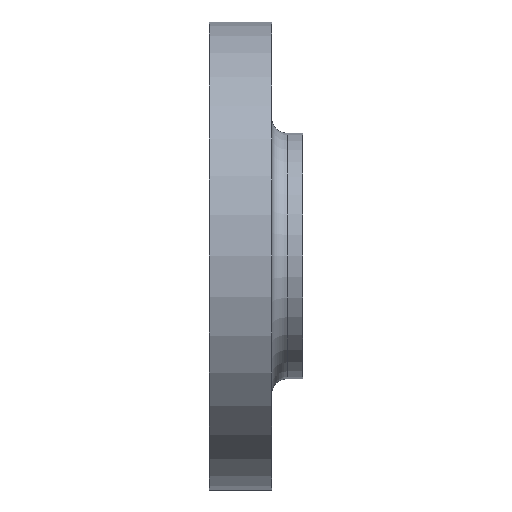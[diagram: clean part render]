
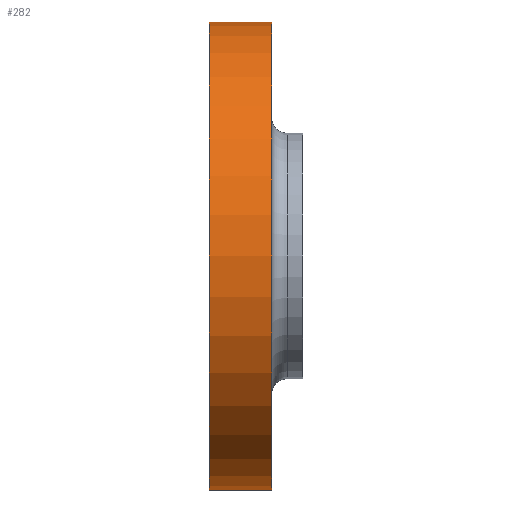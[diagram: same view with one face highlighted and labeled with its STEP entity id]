
A CAD part, front view. The second image highlights one B-rep face of the part: STEP entity #282.
In plain terms, the highlighted cylindrical face has radius 95.25 mm (diameter 190.5 mm), a partial arc.
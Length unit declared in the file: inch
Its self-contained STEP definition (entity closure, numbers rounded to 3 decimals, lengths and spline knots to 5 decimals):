
#5 = VERTEX_POINT ( 'NONE', #607 ) ;
#17 = FACE_OUTER_BOUND ( 'NONE', #231, .T. ) ;
#43 = CARTESIAN_POINT ( 'NONE',  ( 1.54986, 0., 0. ) ) ;
#47 = AXIS2_PLACEMENT_3D ( 'NONE', #907, #901, #605 ) ;
#102 = DIRECTION ( 'NONE',  ( 0., 0., 1. ) ) ;
#151 = CIRCLE ( 'NONE', #729, 3.75 ) ;
#159 = ORIENTED_EDGE ( 'NONE', *, *, #245, .T. ) ;
#174 = CARTESIAN_POINT ( 'NONE',  ( 0., 0., 0. ) ) ;
#217 = DIRECTION ( 'NONE',  ( 0., 0., 1. ) ) ;
#231 = EDGE_LOOP ( 'NONE', ( #466, #382, #159, #543 ) ) ;
#233 = CIRCLE ( 'NONE', #47, 3.75 ) ;
#245 = EDGE_CURVE ( 'NONE', #851, #740, #550, .T. ) ;
#282 = ADVANCED_FACE ( 'NONE', ( #17 ), #345, .T. ) ;
#316 = CARTESIAN_POINT ( 'NONE',  ( 1.54986, 0., 3.75 ) ) ;
#345 = CYLINDRICAL_SURFACE ( 'NONE', #576, 3.75 ) ;
#382 = ORIENTED_EDGE ( 'NONE', *, *, #629, .T. ) ;
#410 = LINE ( 'NONE', #582, #419 ) ;
#419 = VECTOR ( 'NONE', #892, 39.37008 ) ;
#466 = ORIENTED_EDGE ( 'NONE', *, *, #958, .F. ) ;
#470 = CARTESIAN_POINT ( 'NONE',  ( 0.54986, 0., 3.75 ) ) ;
#523 = EDGE_CURVE ( 'NONE', #557, #740, #233, .T. ) ;
#543 = ORIENTED_EDGE ( 'NONE', *, *, #523, .F. ) ;
#550 = LINE ( 'NONE', #1015, #727 ) ;
#557 = VERTEX_POINT ( 'NONE', #999 ) ;
#558 = DIRECTION ( 'NONE',  ( -1., 0., 0. ) ) ;
#576 = AXIS2_PLACEMENT_3D ( 'NONE', #174, #558, #102 ) ;
#582 = CARTESIAN_POINT ( 'NONE',  ( 0., 0., -3.75 ) ) ;
#605 = DIRECTION ( 'NONE',  ( 0., 0., 1. ) ) ;
#607 = CARTESIAN_POINT ( 'NONE',  ( 1.54986, 0., -3.75 ) ) ;
#625 = DIRECTION ( 'NONE',  ( -1., 0., 0. ) ) ;
#629 = EDGE_CURVE ( 'NONE', #5, #851, #151, .T. ) ;
#727 = VECTOR ( 'NONE', #625, 39.37008 ) ;
#729 = AXIS2_PLACEMENT_3D ( 'NONE', #43, #918, #217 ) ;
#740 = VERTEX_POINT ( 'NONE', #470 ) ;
#851 = VERTEX_POINT ( 'NONE', #316 ) ;
#892 = DIRECTION ( 'NONE',  ( -1., 0., 0. ) ) ;
#901 = DIRECTION ( 'NONE',  ( -1., 0., 0. ) ) ;
#907 = CARTESIAN_POINT ( 'NONE',  ( 0.54986, 0., 0. ) ) ;
#918 = DIRECTION ( 'NONE',  ( -1., 0., 0. ) ) ;
#958 = EDGE_CURVE ( 'NONE', #5, #557, #410, .T. ) ;
#999 = CARTESIAN_POINT ( 'NONE',  ( 0.54986, 0., -3.75 ) ) ;
#1015 = CARTESIAN_POINT ( 'NONE',  ( 0., 0., 3.75 ) ) ;
